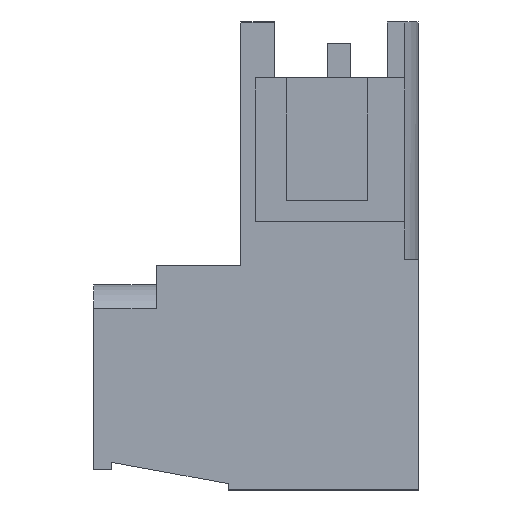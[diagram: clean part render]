
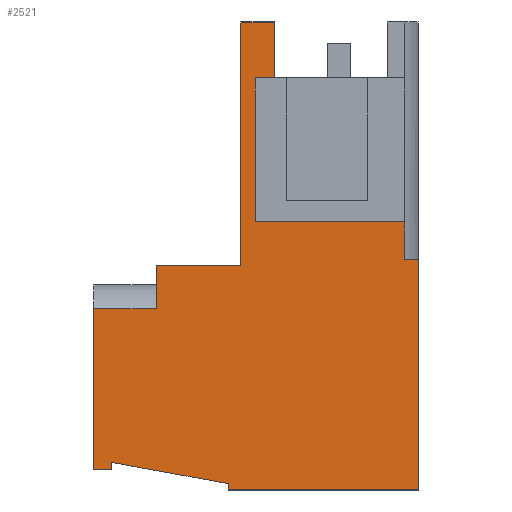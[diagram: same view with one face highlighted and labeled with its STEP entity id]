
A CAD part, left-side view. The second image highlights one B-rep face of the part: STEP entity #2521.
In plain terms, the highlighted planar face has unit normal (-1, 0, 0).
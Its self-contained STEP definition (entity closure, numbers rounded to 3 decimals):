
#1079=AXIS2_PLACEMENT_3D('Plane Axis2P3D',#1076,#1077,#1078) ;
#1061=CARTESIAN_POINT('Vertex',(0.98,6.785,19.415)) ;
#1076=CARTESIAN_POINT('Axis2P3D Location',(0.98,3.66,22.05)) ;
#1181=CARTESIAN_POINT('Vertex',(0.98,0.65,12.635)) ;
#1184=CARTESIAN_POINT('Line Origine',(0.98,0.65,11.743)) ;
#1188=CARTESIAN_POINT('Vertex',(0.98,0.65,10.85)) ;
#1246=CARTESIAN_POINT('Vertex',(0.98,6.785,22.05)) ;
#1249=CARTESIAN_POINT('Line Origine',(0.98,6.785,20.732)) ;
#1744=CARTESIAN_POINT('Line Origine',(0.98,7.23,19.415)) ;
#1748=CARTESIAN_POINT('Vertex',(0.98,7.675,19.415)) ;
#2300=CARTESIAN_POINT('Line Origine',(0.98,0.325,10.85)) ;
#2304=CARTESIAN_POINT('Vertex',(0.98,0.,10.85)) ;
#2399=CARTESIAN_POINT('Vertex',(0.98,7.675,12.635)) ;
#2402=CARTESIAN_POINT('Line Origine',(0.98,4.163,12.635)) ;
#2414=CARTESIAN_POINT('Line Origine',(0.98,7.675,16.025)) ;
#2419=CARTESIAN_POINT('Line Origine',(0.98,7.575,22.05)) ;
#2423=CARTESIAN_POINT('Vertex',(0.98,8.365,22.05)) ;
#2426=CARTESIAN_POINT('Line Origine',(0.98,8.365,16.318)) ;
#2430=CARTESIAN_POINT('Vertex',(0.98,8.365,10.586)) ;
#2433=CARTESIAN_POINT('Line Origine',(0.98,10.358,10.586)) ;
#2437=CARTESIAN_POINT('Vertex',(0.98,12.35,10.586)) ;
#2440=CARTESIAN_POINT('Line Origine',(0.98,12.35,9.568)) ;
#2444=CARTESIAN_POINT('Vertex',(0.98,12.35,8.55)) ;
#2447=CARTESIAN_POINT('Line Origine',(0.98,13.825,8.55)) ;
#2451=CARTESIAN_POINT('Vertex',(0.98,15.3,8.55)) ;
#2454=CARTESIAN_POINT('Line Origine',(0.98,15.3,4.75)) ;
#2458=CARTESIAN_POINT('Vertex',(0.98,15.3,0.95)) ;
#2461=CARTESIAN_POINT('Line Origine',(0.98,14.875,0.95)) ;
#2465=CARTESIAN_POINT('Vertex',(0.98,14.45,0.95)) ;
#2468=CARTESIAN_POINT('Line Origine',(0.98,14.45,1.127)) ;
#2472=CARTESIAN_POINT('Vertex',(0.98,14.45,1.303)) ;
#2475=CARTESIAN_POINT('Line Origine',(0.98,11.705,0.801)) ;
#2479=CARTESIAN_POINT('Vertex',(0.98,8.961,0.299)) ;
#2482=CARTESIAN_POINT('Line Origine',(0.98,8.961,0.149)) ;
#2486=CARTESIAN_POINT('Vertex',(0.98,8.961,0.)) ;
#2489=CARTESIAN_POINT('Line Origine',(0.98,4.48,0.)) ;
#2493=CARTESIAN_POINT('Vertex',(0.98,0.,0.)) ;
#2496=CARTESIAN_POINT('Line Origine',(0.98,0.,5.425)) ;
#1077=DIRECTION('Axis2P3D Direction',(1.,0.,0.)) ;
#1078=DIRECTION('Axis2P3D XDirection',(0.,1.,0.)) ;
#1185=DIRECTION('Vector Direction',(0.,0.,-1.)) ;
#1250=DIRECTION('Vector Direction',(0.,0.,1.)) ;
#1745=DIRECTION('Vector Direction',(0.,-1.,0.)) ;
#2301=DIRECTION('Vector Direction',(0.,-1.,0.)) ;
#2403=DIRECTION('Vector Direction',(0.,-1.,0.)) ;
#2415=DIRECTION('Vector Direction',(0.,0.,-1.)) ;
#2420=DIRECTION('Vector Direction',(0.,-1.,0.)) ;
#2427=DIRECTION('Vector Direction',(0.,0.,-1.)) ;
#2434=DIRECTION('Vector Direction',(0.,-1.,0.)) ;
#2441=DIRECTION('Vector Direction',(0.,0.,1.)) ;
#2448=DIRECTION('Vector Direction',(0.,-1.,0.)) ;
#2455=DIRECTION('Vector Direction',(0.,0.,1.)) ;
#2462=DIRECTION('Vector Direction',(0.,1.,0.)) ;
#2469=DIRECTION('Vector Direction',(0.,0.,-1.)) ;
#2476=DIRECTION('Vector Direction',(0.,-0.984,-0.18)) ;
#2483=DIRECTION('Vector Direction',(0.,0.,-1.)) ;
#2490=DIRECTION('Vector Direction',(0.,-1.,0.)) ;
#2497=DIRECTION('Vector Direction',(0.,0.,-1.)) ;
#1186=VECTOR('Line Direction',#1185,1.) ;
#1251=VECTOR('Line Direction',#1250,1.) ;
#1746=VECTOR('Line Direction',#1745,1.) ;
#2302=VECTOR('Line Direction',#2301,1.) ;
#2404=VECTOR('Line Direction',#2403,1.) ;
#2416=VECTOR('Line Direction',#2415,1.) ;
#2421=VECTOR('Line Direction',#2420,1.) ;
#2428=VECTOR('Line Direction',#2427,1.) ;
#2435=VECTOR('Line Direction',#2434,1.) ;
#2442=VECTOR('Line Direction',#2441,1.) ;
#2449=VECTOR('Line Direction',#2448,1.) ;
#2456=VECTOR('Line Direction',#2455,1.) ;
#2463=VECTOR('Line Direction',#2462,1.) ;
#2470=VECTOR('Line Direction',#2469,1.) ;
#2477=VECTOR('Line Direction',#2476,1.) ;
#2484=VECTOR('Line Direction',#2483,1.) ;
#2491=VECTOR('Line Direction',#2490,1.) ;
#2498=VECTOR('Line Direction',#2497,1.) ;
#2502=ORIENTED_EDGE('',*,*,#2406,.F.) ;
#2503=ORIENTED_EDGE('',*,*,#2418,.T.) ;
#2504=ORIENTED_EDGE('',*,*,#1750,.T.) ;
#2505=ORIENTED_EDGE('',*,*,#1253,.T.) ;
#2506=ORIENTED_EDGE('',*,*,#2425,.F.) ;
#2507=ORIENTED_EDGE('',*,*,#2432,.T.) ;
#2508=ORIENTED_EDGE('',*,*,#2439,.F.) ;
#2509=ORIENTED_EDGE('',*,*,#2446,.F.) ;
#2510=ORIENTED_EDGE('',*,*,#2453,.F.) ;
#2511=ORIENTED_EDGE('',*,*,#2460,.F.) ;
#2512=ORIENTED_EDGE('',*,*,#2467,.F.) ;
#2513=ORIENTED_EDGE('',*,*,#2474,.F.) ;
#2514=ORIENTED_EDGE('',*,*,#2481,.T.) ;
#2515=ORIENTED_EDGE('',*,*,#2488,.T.) ;
#2516=ORIENTED_EDGE('',*,*,#2495,.T.) ;
#2517=ORIENTED_EDGE('',*,*,#2500,.F.) ;
#2518=ORIENTED_EDGE('',*,*,#2306,.F.) ;
#2519=ORIENTED_EDGE('',*,*,#1190,.F.) ;
#2521=ADVANCED_FACE('HOUSING',(#2520),#1080,.F.) ;
#1190=EDGE_CURVE('',#1182,#1189,#1187,.T.) ;
#1253=EDGE_CURVE('',#1062,#1247,#1252,.T.) ;
#1750=EDGE_CURVE('',#1749,#1062,#1747,.T.) ;
#2306=EDGE_CURVE('',#1189,#2305,#2303,.T.) ;
#2406=EDGE_CURVE('',#2400,#1182,#2405,.T.) ;
#2418=EDGE_CURVE('',#2400,#1749,#2417,.F.) ;
#2425=EDGE_CURVE('',#2424,#1247,#2422,.T.) ;
#2432=EDGE_CURVE('',#2424,#2431,#2429,.T.) ;
#2439=EDGE_CURVE('',#2438,#2431,#2436,.T.) ;
#2446=EDGE_CURVE('',#2445,#2438,#2443,.T.) ;
#2453=EDGE_CURVE('',#2452,#2445,#2450,.T.) ;
#2460=EDGE_CURVE('',#2459,#2452,#2457,.T.) ;
#2467=EDGE_CURVE('',#2466,#2459,#2464,.T.) ;
#2474=EDGE_CURVE('',#2473,#2466,#2471,.T.) ;
#2481=EDGE_CURVE('',#2473,#2480,#2478,.T.) ;
#2488=EDGE_CURVE('',#2480,#2487,#2485,.T.) ;
#2495=EDGE_CURVE('',#2487,#2494,#2492,.T.) ;
#2500=EDGE_CURVE('',#2305,#2494,#2499,.T.) ;
#2501=EDGE_LOOP('',(#2502,#2503,#2504,#2505,#2506,#2507,#2508,#2509,#2510,#2511,#2512,#2513,#2514,#2515,#2516,#2517,#2518,#2519)) ;
#2520=FACE_OUTER_BOUND('',#2501,.T.) ;
#1187=LINE('Line',#1184,#1186) ;
#1252=LINE('Line',#1249,#1251) ;
#1747=LINE('Line',#1744,#1746) ;
#2303=LINE('Line',#2300,#2302) ;
#2405=LINE('Line',#2402,#2404) ;
#2417=LINE('Line',#2414,#2416) ;
#2422=LINE('Line',#2419,#2421) ;
#2429=LINE('Line',#2426,#2428) ;
#2436=LINE('Line',#2433,#2435) ;
#2443=LINE('Line',#2440,#2442) ;
#2450=LINE('Line',#2447,#2449) ;
#2457=LINE('Line',#2454,#2456) ;
#2464=LINE('Line',#2461,#2463) ;
#2471=LINE('Line',#2468,#2470) ;
#2478=LINE('Line',#2475,#2477) ;
#2485=LINE('Line',#2482,#2484) ;
#2492=LINE('Line',#2489,#2491) ;
#2499=LINE('Line',#2496,#2498) ;
#1080=PLANE('',#1079) ;
#1062=VERTEX_POINT('',#1061) ;
#1182=VERTEX_POINT('',#1181) ;
#1189=VERTEX_POINT('',#1188) ;
#1247=VERTEX_POINT('',#1246) ;
#1749=VERTEX_POINT('',#1748) ;
#2305=VERTEX_POINT('',#2304) ;
#2400=VERTEX_POINT('',#2399) ;
#2424=VERTEX_POINT('',#2423) ;
#2431=VERTEX_POINT('',#2430) ;
#2438=VERTEX_POINT('',#2437) ;
#2445=VERTEX_POINT('',#2444) ;
#2452=VERTEX_POINT('',#2451) ;
#2459=VERTEX_POINT('',#2458) ;
#2466=VERTEX_POINT('',#2465) ;
#2473=VERTEX_POINT('',#2472) ;
#2480=VERTEX_POINT('',#2479) ;
#2487=VERTEX_POINT('',#2486) ;
#2494=VERTEX_POINT('',#2493) ;
